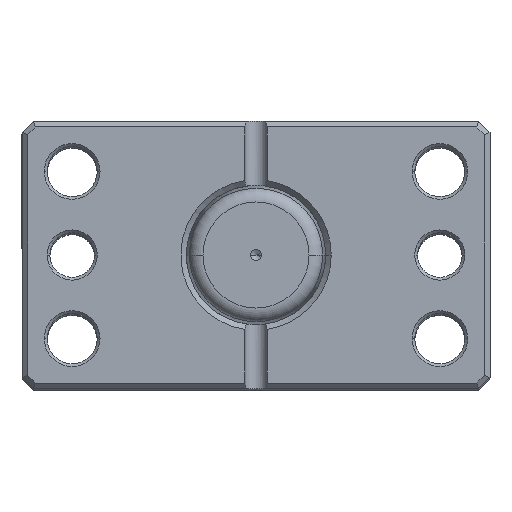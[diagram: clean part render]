
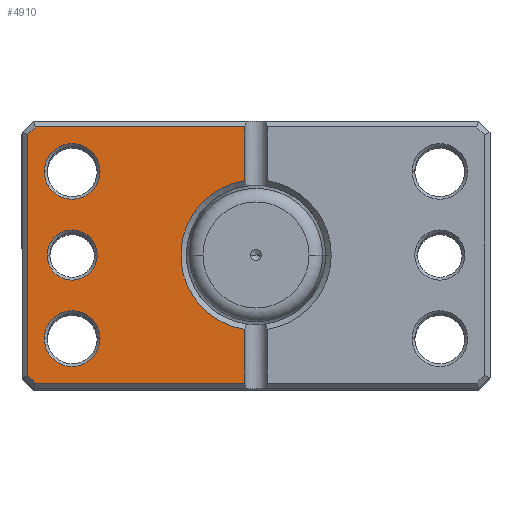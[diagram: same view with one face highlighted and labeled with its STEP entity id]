
A CAD part, top view. The second image highlights one B-rep face of the part: STEP entity #4910.
In plain terms, the highlighted face is planar.
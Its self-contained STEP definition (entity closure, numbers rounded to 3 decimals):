
#1 = DIRECTION ( 'NONE',  ( 1., 0., 0. ) ) ;
#17 = EDGE_CURVE ( 'NONE', #1521, #4847, #6157, .T. ) ;
#21 = DIRECTION ( 'NONE',  ( 1., 0., 0. ) ) ;
#84 = AXIS2_PLACEMENT_3D ( 'NONE', #2736, #3023, #6787 ) ;
#284 = ORIENTED_EDGE ( 'NONE', *, *, #1469, .T. ) ;
#303 = CARTESIAN_POINT ( 'NONE',  ( 0., 0., 0. ) ) ;
#363 = DIRECTION ( 'NONE',  ( -1., 0., 0. ) ) ;
#367 = VERTEX_POINT ( 'NONE', #3461 ) ;
#370 = CARTESIAN_POINT ( 'NONE',  ( 33., -15., 0. ) ) ;
#389 = DIRECTION ( 'NONE',  ( 0.707, -0.707, 0. ) ) ;
#415 = CARTESIAN_POINT ( 'NONE',  ( 31.293, -31.293, 0. ) ) ;
#509 = ORIENTED_EDGE ( 'NONE', *, *, #7019, .T. ) ;
#531 = DIRECTION ( 'NONE',  ( 1., 0., 0. ) ) ;
#541 = ORIENTED_EDGE ( 'NONE', *, *, #4037, .T. ) ;
#678 = DIRECTION ( 'NONE',  ( 1., 0., 0. ) ) ;
#808 = AXIS2_PLACEMENT_3D ( 'NONE', #6537, #3327, #1 ) ;
#878 = DIRECTION ( 'NONE',  ( 1., 0., 0. ) ) ;
#909 = LINE ( 'NONE', #2599, #5286 ) ;
#946 = AXIS2_PLACEMENT_3D ( 'NONE', #370, #1104, #2471 ) ;
#956 = CARTESIAN_POINT ( 'NONE',  ( 39.586, 23., 0. ) ) ;
#1010 = LINE ( 'NONE', #1233, #6611 ) ;
#1030 = CARTESIAN_POINT ( 'NONE',  ( 2., -13.351, 0. ) ) ;
#1104 = DIRECTION ( 'NONE',  ( 0., 0., 1. ) ) ;
#1233 = CARTESIAN_POINT ( 'NONE',  ( 2., 24., 0. ) ) ;
#1239 = VERTEX_POINT ( 'NONE', #6453 ) ;
#1343 = CARTESIAN_POINT ( 'NONE',  ( 28., 15., 0. ) ) ;
#1469 = EDGE_CURVE ( 'NONE', #3723, #1759, #3775, .T. ) ;
#1521 = VERTEX_POINT ( 'NONE', #5316 ) ;
#1553 = VERTEX_POINT ( 'NONE', #956 ) ;
#1635 = EDGE_CURVE ( 'NONE', #2370, #1553, #909, .T. ) ;
#1759 = VERTEX_POINT ( 'NONE', #2392 ) ;
#1820 = AXIS2_PLACEMENT_3D ( 'NONE', #6558, #3353, #21 ) ;
#2040 = LINE ( 'NONE', #6915, #6186 ) ;
#2119 = EDGE_CURVE ( 'NONE', #2692, #1239, #3848, .T. ) ;
#2136 = CARTESIAN_POINT ( 'NONE',  ( 28., -15., 0. ) ) ;
#2284 = VERTEX_POINT ( 'NONE', #2573 ) ;
#2302 = CIRCLE ( 'NONE', #3301, 5. ) ;
#2370 = VERTEX_POINT ( 'NONE', #6273 ) ;
#2392 = CARTESIAN_POINT ( 'NONE',  ( 41., -21.586, 0. ) ) ;
#2398 = VECTOR ( 'NONE', #6964, 1000. ) ;
#2409 = CARTESIAN_POINT ( 'NONE',  ( 41., 21.586, 0. ) ) ;
#2430 = VERTEX_POINT ( 'NONE', #4330 ) ;
#2433 = CARTESIAN_POINT ( 'NONE',  ( 28.5, 0., 0. ) ) ;
#2471 = DIRECTION ( 'NONE',  ( 1., 0., 0. ) ) ;
#2548 = AXIS2_PLACEMENT_3D ( 'NONE', #3928, #3953, #3980 ) ;
#2573 = CARTESIAN_POINT ( 'NONE',  ( 37.5, 0., 0. ) ) ;
#2599 = CARTESIAN_POINT ( 'NONE',  ( 0., 23., 0. ) ) ;
#2614 = CARTESIAN_POINT ( 'NONE',  ( 2., 13.351, 0. ) ) ;
#2663 = FACE_OUTER_BOUND ( 'NONE', #4555, .T. ) ;
#2692 = VERTEX_POINT ( 'NONE', #1343 ) ;
#2736 = CARTESIAN_POINT ( 'NONE',  ( 33., 0., 0. ) ) ;
#2783 = EDGE_CURVE ( 'NONE', #6890, #5654, #4230, .T. ) ;
#2845 = DIRECTION ( 'NONE',  ( 0., 0., 1. ) ) ;
#3023 = DIRECTION ( 'NONE',  ( 0., 0., 1. ) ) ;
#3031 = ORIENTED_EDGE ( 'NONE', *, *, #6137, .T. ) ;
#3083 = CIRCLE ( 'NONE', #84, 4.5 ) ;
#3150 = CARTESIAN_POINT ( 'NONE',  ( 31.293, 31.293, 0. ) ) ;
#3158 = EDGE_CURVE ( 'NONE', #6723, #2284, #3083, .T. ) ;
#3159 = LINE ( 'NONE', #3349, #6947 ) ;
#3301 = AXIS2_PLACEMENT_3D ( 'NONE', #6060, #2845, #6607 ) ;
#3312 = ORIENTED_EDGE ( 'NONE', *, *, #1635, .T. ) ;
#3327 = DIRECTION ( 'NONE',  ( 0., 0., 1. ) ) ;
#3349 = CARTESIAN_POINT ( 'NONE',  ( 2., 24., 0. ) ) ;
#3352 = LINE ( 'NONE', #3150, #4831 ) ;
#3353 = DIRECTION ( 'NONE',  ( 0., 0., 1. ) ) ;
#3366 = EDGE_CURVE ( 'NONE', #367, #2430, #2040, .T. ) ;
#3461 = CARTESIAN_POINT ( 'NONE',  ( 39.586, -23., 0. ) ) ;
#3555 = EDGE_CURVE ( 'NONE', #4847, #1521, #4137, .T. ) ;
#3608 = EDGE_CURVE ( 'NONE', #1239, #2692, #2302, .T. ) ;
#3723 = VERTEX_POINT ( 'NONE', #2409 ) ;
#3775 = LINE ( 'NONE', #5674, #4903 ) ;
#3848 = CIRCLE ( 'NONE', #2548, 5. ) ;
#3849 = DIRECTION ( 'NONE',  ( 0., 0., 1. ) ) ;
#3928 = CARTESIAN_POINT ( 'NONE',  ( 33., 15., 0. ) ) ;
#3953 = DIRECTION ( 'NONE',  ( 0., 0., 1. ) ) ;
#3980 = DIRECTION ( 'NONE',  ( 1., 0., 0. ) ) ;
#4037 = EDGE_CURVE ( 'NONE', #2284, #6723, #4300, .T. ) ;
#4115 = EDGE_LOOP ( 'NONE', ( #5247, #6454 ) ) ;
#4137 = CIRCLE ( 'NONE', #1820, 5. ) ;
#4146 = FACE_BOUND ( 'NONE', #4812, .T. ) ;
#4210 = DIRECTION ( 'NONE',  ( 0., 0., 1. ) ) ;
#4230 = CIRCLE ( 'NONE', #6616, 13.5 ) ;
#4300 = CIRCLE ( 'NONE', #808, 4.5 ) ;
#4318 = FACE_BOUND ( 'NONE', #4115, .T. ) ;
#4330 = CARTESIAN_POINT ( 'NONE',  ( 2., -23., 0. ) ) ;
#4464 = ORIENTED_EDGE ( 'NONE', *, *, #3158, .T. ) ;
#4494 = DIRECTION ( 'NONE',  ( 0., 1., 0. ) ) ;
#4555 = EDGE_LOOP ( 'NONE', ( #509, #4560, #5833, #3312, #5184, #284, #3031, #4806 ) ) ;
#4560 = ORIENTED_EDGE ( 'NONE', *, *, #2783, .T. ) ;
#4573 = DIRECTION ( 'NONE',  ( 0., 1., 0. ) ) ;
#4806 = ORIENTED_EDGE ( 'NONE', *, *, #3366, .T. ) ;
#4812 = EDGE_LOOP ( 'NONE', ( #5992, #5083 ) ) ;
#4831 = VECTOR ( 'NONE', #389, 1000. ) ;
#4847 = VERTEX_POINT ( 'NONE', #2136 ) ;
#4896 = AXIS2_PLACEMENT_3D ( 'NONE', #7047, #3849, #531 ) ;
#4903 = VECTOR ( 'NONE', #5646, 1000. ) ;
#4910 = ADVANCED_FACE ( 'NONE', ( #5536, #4318, #4146, #2663 ), #5437, .F. ) ;
#5083 = ORIENTED_EDGE ( 'NONE', *, *, #3608, .T. ) ;
#5184 = ORIENTED_EDGE ( 'NONE', *, *, #6084, .T. ) ;
#5247 = ORIENTED_EDGE ( 'NONE', *, *, #3555, .T. ) ;
#5286 = VECTOR ( 'NONE', #678, 1000. ) ;
#5316 = CARTESIAN_POINT ( 'NONE',  ( 38., -15., 0. ) ) ;
#5437 = PLANE ( 'NONE',  #4896 ) ;
#5536 = FACE_BOUND ( 'NONE', #5742, .T. ) ;
#5646 = DIRECTION ( 'NONE',  ( 0., -1., 0. ) ) ;
#5654 = VERTEX_POINT ( 'NONE', #2614 ) ;
#5674 = CARTESIAN_POINT ( 'NONE',  ( 41., 0., 0. ) ) ;
#5742 = EDGE_LOOP ( 'NONE', ( #4464, #541 ) ) ;
#5833 = ORIENTED_EDGE ( 'NONE', *, *, #6621, .T. ) ;
#5992 = ORIENTED_EDGE ( 'NONE', *, *, #2119, .T. ) ;
#6060 = CARTESIAN_POINT ( 'NONE',  ( 33., 15., 0. ) ) ;
#6084 = EDGE_CURVE ( 'NONE', #1553, #3723, #3352, .T. ) ;
#6137 = EDGE_CURVE ( 'NONE', #1759, #367, #6961, .T. ) ;
#6157 = CIRCLE ( 'NONE', #946, 5. ) ;
#6186 = VECTOR ( 'NONE', #363, 1000. ) ;
#6273 = CARTESIAN_POINT ( 'NONE',  ( 2., 23., 0. ) ) ;
#6453 = CARTESIAN_POINT ( 'NONE',  ( 38., 15., 0. ) ) ;
#6454 = ORIENTED_EDGE ( 'NONE', *, *, #17, .T. ) ;
#6537 = CARTESIAN_POINT ( 'NONE',  ( 33., 0., 0. ) ) ;
#6558 = CARTESIAN_POINT ( 'NONE',  ( 33., -15., 0. ) ) ;
#6607 = DIRECTION ( 'NONE',  ( 1., 0., 0. ) ) ;
#6611 = VECTOR ( 'NONE', #4573, 1000. ) ;
#6616 = AXIS2_PLACEMENT_3D ( 'NONE', #303, #4210, #878 ) ;
#6621 = EDGE_CURVE ( 'NONE', #5654, #2370, #1010, .T. ) ;
#6723 = VERTEX_POINT ( 'NONE', #2433 ) ;
#6787 = DIRECTION ( 'NONE',  ( 1., 0., 0. ) ) ;
#6890 = VERTEX_POINT ( 'NONE', #1030 ) ;
#6915 = CARTESIAN_POINT ( 'NONE',  ( 0., -23., 0. ) ) ;
#6947 = VECTOR ( 'NONE', #4494, 1000. ) ;
#6961 = LINE ( 'NONE', #415, #2398 ) ;
#6964 = DIRECTION ( 'NONE',  ( -0.707, -0.707, 0. ) ) ;
#7019 = EDGE_CURVE ( 'NONE', #2430, #6890, #3159, .T. ) ;
#7047 = CARTESIAN_POINT ( 'NONE',  ( 0., 0., 0. ) ) ;
